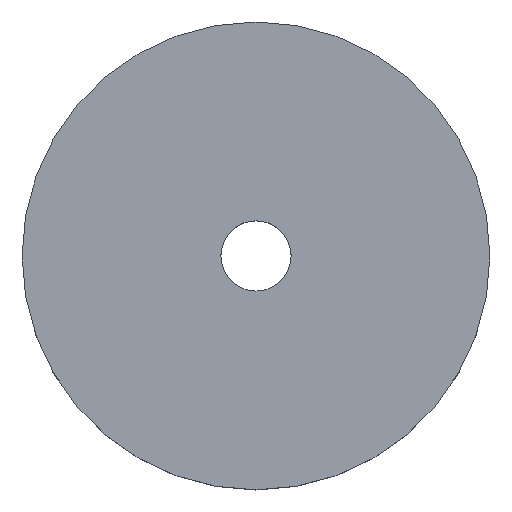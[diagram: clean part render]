
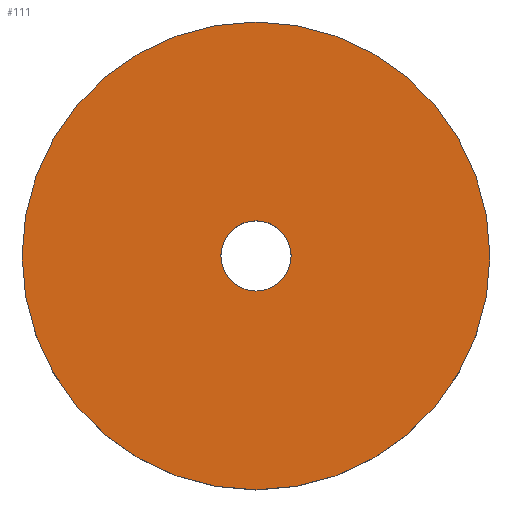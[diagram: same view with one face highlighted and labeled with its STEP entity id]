
A CAD part, top view. The second image highlights one B-rep face of the part: STEP entity #111.
In plain terms, the highlighted planar face has unit normal (0, 0, 1).
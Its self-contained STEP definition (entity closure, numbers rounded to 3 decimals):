
#1 = VERTEX_POINT ( 'NONE', #172 ) ;
#3 = AXIS2_PLACEMENT_3D ( 'NONE', #27, #9, #100 ) ;
#5 = DIRECTION ( 'NONE',  ( 0., 0., 1. ) ) ;
#9 = DIRECTION ( 'NONE',  ( 0., 0., 1. ) ) ;
#18 = CIRCLE ( 'NONE', #75, 2.25 ) ;
#27 = CARTESIAN_POINT ( 'NONE',  ( 0., 0., 5. ) ) ;
#29 = CARTESIAN_POINT ( 'NONE',  ( -15., 0., 5. ) ) ;
#30 = ORIENTED_EDGE ( 'NONE', *, *, #180, .F. ) ;
#46 = DIRECTION ( 'NONE',  ( 1., 0., 0. ) ) ;
#47 = ORIENTED_EDGE ( 'NONE', *, *, #101, .T. ) ;
#61 = CARTESIAN_POINT ( 'NONE',  ( 0., 0., 5. ) ) ;
#62 = DIRECTION ( 'NONE',  ( 1., 0., 0. ) ) ;
#66 = CARTESIAN_POINT ( 'NONE',  ( 0., 0., 5. ) ) ;
#69 = ORIENTED_EDGE ( 'NONE', *, *, #249, .F. ) ;
#75 = AXIS2_PLACEMENT_3D ( 'NONE', #66, #236, #62 ) ;
#79 = ORIENTED_EDGE ( 'NONE', *, *, #85, .T. ) ;
#82 = CARTESIAN_POINT ( 'NONE',  ( -2.25, 0., 5. ) ) ;
#85 = EDGE_CURVE ( 'NONE', #1, #158, #113, .T. ) ;
#86 = FACE_BOUND ( 'NONE', #191, .T. ) ;
#95 = DIRECTION ( 'NONE',  ( 1., 0., 0. ) ) ;
#96 = AXIS2_PLACEMENT_3D ( 'NONE', #61, #99, #46 ) ;
#98 = VERTEX_POINT ( 'NONE', #82 ) ;
#99 = DIRECTION ( 'NONE',  ( 0., 0., 1. ) ) ;
#100 = DIRECTION ( 'NONE',  ( 1., 0., 0. ) ) ;
#101 = EDGE_CURVE ( 'NONE', #158, #1, #233, .T. ) ;
#108 = CARTESIAN_POINT ( 'NONE',  ( 2.25, 0., 5. ) ) ;
#111 = ADVANCED_FACE ( 'NONE', ( #86, #152 ), #218, .T. ) ;
#112 = CIRCLE ( 'NONE', #138, 2.25 ) ;
#113 = CIRCLE ( 'NONE', #96, 15. ) ;
#132 = CARTESIAN_POINT ( 'NONE',  ( 0., 0., 5. ) ) ;
#138 = AXIS2_PLACEMENT_3D ( 'NONE', #142, #163, #95 ) ;
#142 = CARTESIAN_POINT ( 'NONE',  ( 0., 0., 5. ) ) ;
#152 = FACE_OUTER_BOUND ( 'NONE', #167, .T. ) ;
#158 = VERTEX_POINT ( 'NONE', #29 ) ;
#163 = DIRECTION ( 'NONE',  ( 0., 0., 1. ) ) ;
#167 = EDGE_LOOP ( 'NONE', ( #47, #79 ) ) ;
#172 = CARTESIAN_POINT ( 'NONE',  ( 15., 0., 5. ) ) ;
#180 = EDGE_CURVE ( 'NONE', #215, #98, #18, .T. ) ;
#183 = AXIS2_PLACEMENT_3D ( 'NONE', #132, #5, #197 ) ;
#191 = EDGE_LOOP ( 'NONE', ( #30, #69 ) ) ;
#197 = DIRECTION ( 'NONE',  ( 1., 0., 0. ) ) ;
#215 = VERTEX_POINT ( 'NONE', #108 ) ;
#218 = PLANE ( 'NONE',  #183 ) ;
#233 = CIRCLE ( 'NONE', #3, 15. ) ;
#236 = DIRECTION ( 'NONE',  ( 0., 0., 1. ) ) ;
#249 = EDGE_CURVE ( 'NONE', #98, #215, #112, .T. ) ;
